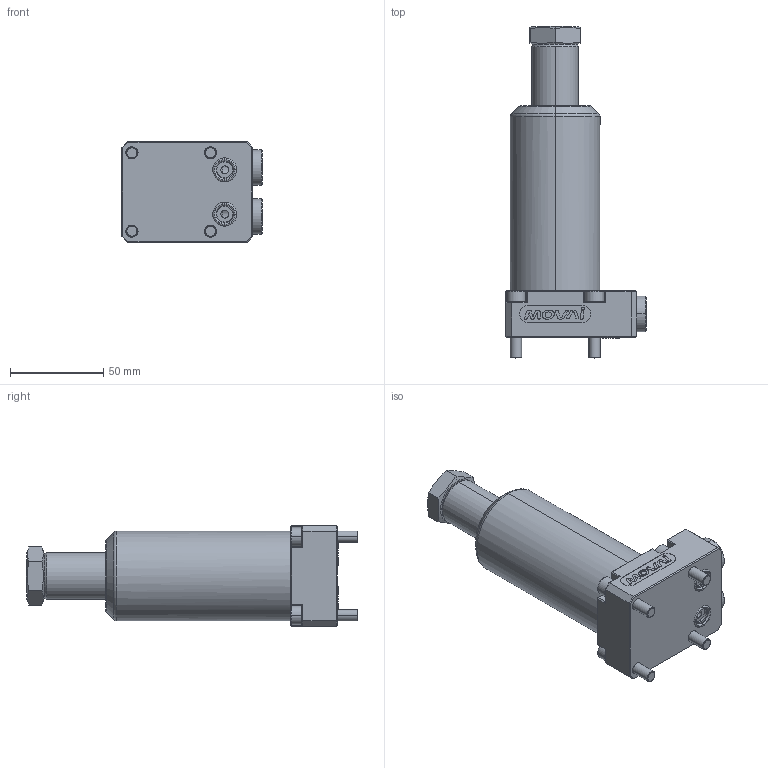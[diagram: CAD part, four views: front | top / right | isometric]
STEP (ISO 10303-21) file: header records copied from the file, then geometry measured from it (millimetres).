
FILE_DESCRIPTION (( 'STEP AP214' ), '1' );
FILE_NAME ('MVI-FI322546-45D.step', '2023-11-02T18:02:50', ( '' ), ( '' ), 'SwSTEP 2.0', 'SolidWorks 2020', '' );
FILE_SCHEMA (( 'AUTOMOTIVE_DESIGN' ));
Length unit declared in the file: millimetre
Products named in the file (1): MVI-FI322546-45D
Bounding box: 75 x 177.65 x 54 mm (x, y, z)
Volume: 253987.9 mm3; surface area: 49005.4 mm2
Topology: 9 solids, 11 shells, 445 faces, 1040 edges, 648 vertices
Faces by surface type: plane 220, cylinder 110, cone 47, bspline 38, torus 30
Entity records: 17465 total; most frequent: CARTESIAN_POINT 5188, DIRECTION 2075, ORIENTED_EDGE 2068, EDGE_CURVE 1034, AXIS2_PLACEMENT_3D 735, VERTEX_POINT 648, VECTOR 605, LINE 605
